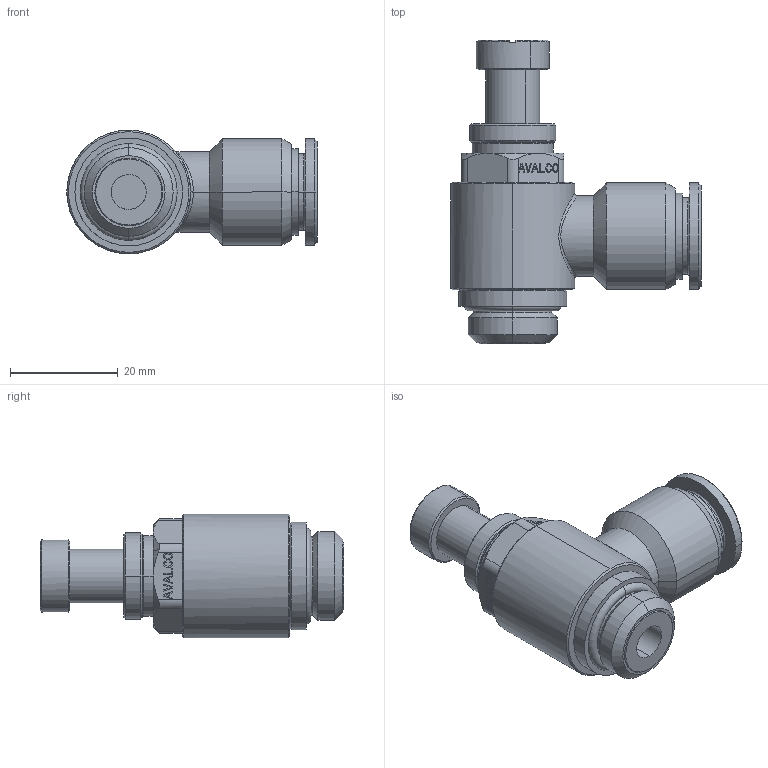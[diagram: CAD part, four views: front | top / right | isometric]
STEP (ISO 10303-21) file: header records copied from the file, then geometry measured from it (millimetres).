
FILE_DESCRIPTION(('CATIA V5 STEP Exchange'),'2;1');
FILE_NAME('INMC28-PR12G38.stp','2019-01-10T11:48:26+00:00',('none'),('none'),'CATIA Version 5 Release 21 GA (IN-10)','CATIA V5 STEP AP203','none');
FILE_SCHEMA(('CONFIG_CONTROL_DESIGN'));
Length unit declared in the file: millimetre
Products named in the file (1): INMC28-PR12G38
Bounding box: 46.5 x 56.4 x 23 mm (x, y, z)
Volume: 18368.6 mm3; surface area: 7260.5 mm2
Topology: 1 solids, 1 shells, 454 faces, 1180 edges, 771 vertices
Faces by surface type: plane 364, cone 42, cylinder 38, torus 8, bspline 2
Entity records: 13996 total; most frequent: CARTESIAN_POINT 3270, ORIENTED_EDGE 2360, DIRECTION 1868, EDGE_CURVE 1180, VECTOR 1019, LINE 1019, VERTEX_POINT 771, EDGE_LOOP 497
